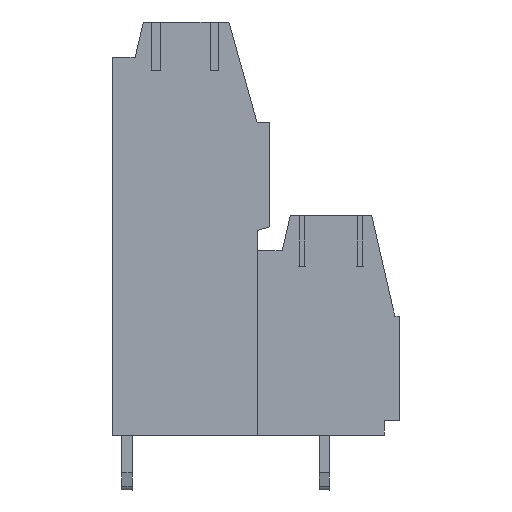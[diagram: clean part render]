
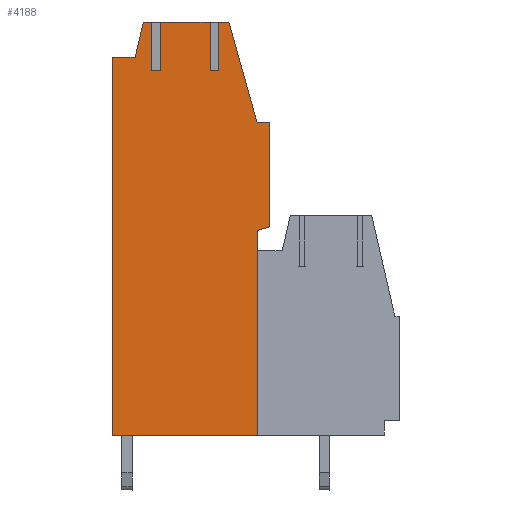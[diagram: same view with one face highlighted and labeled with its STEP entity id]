
A CAD part, left-side view. The second image highlights one B-rep face of the part: STEP entity #4188.
In plain terms, the highlighted planar face has unit normal (-1, 0, 0).
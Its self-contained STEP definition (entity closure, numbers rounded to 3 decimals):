
#4128=AXIS2_PLACEMENT_3D('Plane Axis2P3D',#4125,#4126,#4127) ;
#1269=CARTESIAN_POINT('Vertex',(0.,8.3,3.2)) ;
#1272=CARTESIAN_POINT('Line Origine',(0.,12.525,3.2)) ;
#1276=CARTESIAN_POINT('Vertex',(0.,16.75,3.2)) ;
#2230=CARTESIAN_POINT('Line Origine',(0.,16.75,14.225)) ;
#2234=CARTESIAN_POINT('Vertex',(0.,16.75,25.25)) ;
#2354=CARTESIAN_POINT('Vertex',(0.,8.3,15.15)) ;
#2357=CARTESIAN_POINT('Line Origine',(0.,8.3,9.175)) ;
#2518=CARTESIAN_POINT('Vertex',(0.,14.95,27.3)) ;
#2521=CARTESIAN_POINT('Line Origine',(0.,14.7,27.3)) ;
#2525=CARTESIAN_POINT('Vertex',(0.,14.45,27.3)) ;
#2574=CARTESIAN_POINT('Vertex',(0.,13.95,27.3)) ;
#2577=CARTESIAN_POINT('Line Origine',(0.,12.5,27.3)) ;
#2581=CARTESIAN_POINT('Vertex',(0.,11.05,27.3)) ;
#2630=CARTESIAN_POINT('Vertex',(0.,10.55,27.3)) ;
#2633=CARTESIAN_POINT('Line Origine',(0.,10.25,27.3)) ;
#2637=CARTESIAN_POINT('Vertex',(0.,9.95,27.3)) ;
#3021=CARTESIAN_POINT('Line Origine',(0.,9.131,24.375)) ;
#3025=CARTESIAN_POINT('Vertex',(0.,8.311,21.45)) ;
#3045=CARTESIAN_POINT('Line Origine',(0.,7.956,21.45)) ;
#3049=CARTESIAN_POINT('Vertex',(0.,7.6,21.45)) ;
#3069=CARTESIAN_POINT('Line Origine',(0.,7.6,18.4)) ;
#3073=CARTESIAN_POINT('Vertex',(0.,7.6,15.35)) ;
#3569=CARTESIAN_POINT('Line Origine',(0.,7.95,15.25)) ;
#3586=CARTESIAN_POINT('Line Origine',(0.,16.088,25.25)) ;
#3590=CARTESIAN_POINT('Vertex',(0.,15.425,25.25)) ;
#3610=CARTESIAN_POINT('Line Origine',(0.,15.188,26.275)) ;
#4125=CARTESIAN_POINT('Axis2P3D Location',(0.,7.6,0.)) ;
#4130=CARTESIAN_POINT('Line Origine',(0.,13.95,25.875)) ;
#4134=CARTESIAN_POINT('Vertex',(0.,13.95,24.45)) ;
#4137=CARTESIAN_POINT('Line Origine',(0.,14.2,24.45)) ;
#4141=CARTESIAN_POINT('Vertex',(0.,14.45,24.45)) ;
#4144=CARTESIAN_POINT('Line Origine',(0.,14.45,25.875)) ;
#4149=CARTESIAN_POINT('Line Origine',(0.,10.55,25.875)) ;
#4153=CARTESIAN_POINT('Vertex',(0.,10.55,24.45)) ;
#4156=CARTESIAN_POINT('Line Origine',(0.,10.8,24.45)) ;
#4160=CARTESIAN_POINT('Vertex',(0.,11.05,24.45)) ;
#4163=CARTESIAN_POINT('Line Origine',(0.,11.05,25.875)) ;
#1273=DIRECTION('Vector Direction',(0.,1.,0.)) ;
#2231=DIRECTION('Vector Direction',(0.,0.,1.)) ;
#2358=DIRECTION('Vector Direction',(0.,0.,-1.)) ;
#2522=DIRECTION('Vector Direction',(0.,-1.,0.)) ;
#2578=DIRECTION('Vector Direction',(0.,-1.,0.)) ;
#2634=DIRECTION('Vector Direction',(0.,-1.,0.)) ;
#3022=DIRECTION('Vector Direction',(0.,-0.27,-0.963)) ;
#3046=DIRECTION('Vector Direction',(0.,-1.,0.)) ;
#3070=DIRECTION('Vector Direction',(0.,0.,-1.)) ;
#3570=DIRECTION('Vector Direction',(0.,0.962,-0.275)) ;
#3587=DIRECTION('Vector Direction',(0.,-1.,0.)) ;
#3611=DIRECTION('Vector Direction',(0.,-0.226,0.974)) ;
#4126=DIRECTION('Axis2P3D Direction',(-1.,0.,0.)) ;
#4127=DIRECTION('Axis2P3D XDirection',(0.,0.,1.)) ;
#4131=DIRECTION('Vector Direction',(0.,0.,1.)) ;
#4138=DIRECTION('Vector Direction',(0.,-1.,0.)) ;
#4145=DIRECTION('Vector Direction',(0.,0.,1.)) ;
#4150=DIRECTION('Vector Direction',(0.,0.,1.)) ;
#4157=DIRECTION('Vector Direction',(0.,-1.,0.)) ;
#4164=DIRECTION('Vector Direction',(0.,0.,1.)) ;
#1274=VECTOR('Line Direction',#1273,1.) ;
#2232=VECTOR('Line Direction',#2231,1.) ;
#2359=VECTOR('Line Direction',#2358,1.) ;
#2523=VECTOR('Line Direction',#2522,1.) ;
#2579=VECTOR('Line Direction',#2578,1.) ;
#2635=VECTOR('Line Direction',#2634,1.) ;
#3023=VECTOR('Line Direction',#3022,1.) ;
#3047=VECTOR('Line Direction',#3046,1.) ;
#3071=VECTOR('Line Direction',#3070,1.) ;
#3571=VECTOR('Line Direction',#3570,1.) ;
#3588=VECTOR('Line Direction',#3587,1.) ;
#3612=VECTOR('Line Direction',#3611,1.) ;
#4132=VECTOR('Line Direction',#4131,1.) ;
#4139=VECTOR('Line Direction',#4138,1.) ;
#4146=VECTOR('Line Direction',#4145,1.) ;
#4151=VECTOR('Line Direction',#4150,1.) ;
#4158=VECTOR('Line Direction',#4157,1.) ;
#4165=VECTOR('Line Direction',#4164,1.) ;
#4169=ORIENTED_EDGE('',*,*,#2583,.T.) ;
#4170=ORIENTED_EDGE('',*,*,#4136,.F.) ;
#4171=ORIENTED_EDGE('',*,*,#4143,.F.) ;
#4172=ORIENTED_EDGE('',*,*,#4148,.T.) ;
#4173=ORIENTED_EDGE('',*,*,#2527,.T.) ;
#4174=ORIENTED_EDGE('',*,*,#3614,.T.) ;
#4175=ORIENTED_EDGE('',*,*,#3592,.T.) ;
#4176=ORIENTED_EDGE('',*,*,#2236,.T.) ;
#4177=ORIENTED_EDGE('',*,*,#1278,.T.) ;
#4178=ORIENTED_EDGE('',*,*,#2361,.T.) ;
#4179=ORIENTED_EDGE('',*,*,#3573,.T.) ;
#4180=ORIENTED_EDGE('',*,*,#3075,.T.) ;
#4181=ORIENTED_EDGE('',*,*,#3051,.T.) ;
#4182=ORIENTED_EDGE('',*,*,#3027,.T.) ;
#4183=ORIENTED_EDGE('',*,*,#2639,.T.) ;
#4184=ORIENTED_EDGE('',*,*,#4155,.F.) ;
#4185=ORIENTED_EDGE('',*,*,#4162,.F.) ;
#4186=ORIENTED_EDGE('',*,*,#4167,.T.) ;
#4188=ADVANCED_FACE('Hauptk\X2\00F6\X0\rper',(#4187),#4129,.T.) ;
#1278=EDGE_CURVE('',#1277,#1270,#1275,.F.) ;
#2236=EDGE_CURVE('',#2235,#1277,#2233,.F.) ;
#2361=EDGE_CURVE('',#1270,#2355,#2360,.F.) ;
#2527=EDGE_CURVE('',#2526,#2519,#2524,.F.) ;
#2583=EDGE_CURVE('',#2582,#2575,#2580,.F.) ;
#2639=EDGE_CURVE('',#2638,#2631,#2636,.F.) ;
#3027=EDGE_CURVE('',#3026,#2638,#3024,.F.) ;
#3051=EDGE_CURVE('',#3050,#3026,#3048,.F.) ;
#3075=EDGE_CURVE('',#3074,#3050,#3072,.F.) ;
#3573=EDGE_CURVE('',#2355,#3074,#3572,.F.) ;
#3592=EDGE_CURVE('',#3591,#2235,#3589,.F.) ;
#3614=EDGE_CURVE('',#2519,#3591,#3613,.F.) ;
#4136=EDGE_CURVE('',#4135,#2575,#4133,.T.) ;
#4143=EDGE_CURVE('',#4142,#4135,#4140,.T.) ;
#4148=EDGE_CURVE('',#4142,#2526,#4147,.T.) ;
#4155=EDGE_CURVE('',#4154,#2631,#4152,.T.) ;
#4162=EDGE_CURVE('',#4161,#4154,#4159,.T.) ;
#4167=EDGE_CURVE('',#4161,#2582,#4166,.T.) ;
#4168=EDGE_LOOP('',(#4169,#4170,#4171,#4172,#4173,#4174,#4175,#4176,#4177,#4178,#4179,#4180,#4181,#4182,#4183,#4184,#4185,#4186)) ;
#4187=FACE_OUTER_BOUND('',#4168,.T.) ;
#1275=LINE('Line',#1272,#1274) ;
#2233=LINE('Line',#2230,#2232) ;
#2360=LINE('Line',#2357,#2359) ;
#2524=LINE('Line',#2521,#2523) ;
#2580=LINE('Line',#2577,#2579) ;
#2636=LINE('Line',#2633,#2635) ;
#3024=LINE('Line',#3021,#3023) ;
#3048=LINE('Line',#3045,#3047) ;
#3072=LINE('Line',#3069,#3071) ;
#3572=LINE('Line',#3569,#3571) ;
#3589=LINE('Line',#3586,#3588) ;
#3613=LINE('Line',#3610,#3612) ;
#4133=LINE('Line',#4130,#4132) ;
#4140=LINE('Line',#4137,#4139) ;
#4147=LINE('Line',#4144,#4146) ;
#4152=LINE('Line',#4149,#4151) ;
#4159=LINE('Line',#4156,#4158) ;
#4166=LINE('Line',#4163,#4165) ;
#4129=PLANE('',#4128) ;
#1270=VERTEX_POINT('',#1269) ;
#1277=VERTEX_POINT('',#1276) ;
#2235=VERTEX_POINT('',#2234) ;
#2355=VERTEX_POINT('',#2354) ;
#2519=VERTEX_POINT('',#2518) ;
#2526=VERTEX_POINT('',#2525) ;
#2575=VERTEX_POINT('',#2574) ;
#2582=VERTEX_POINT('',#2581) ;
#2631=VERTEX_POINT('',#2630) ;
#2638=VERTEX_POINT('',#2637) ;
#3026=VERTEX_POINT('',#3025) ;
#3050=VERTEX_POINT('',#3049) ;
#3074=VERTEX_POINT('',#3073) ;
#3591=VERTEX_POINT('',#3590) ;
#4135=VERTEX_POINT('',#4134) ;
#4142=VERTEX_POINT('',#4141) ;
#4154=VERTEX_POINT('',#4153) ;
#4161=VERTEX_POINT('',#4160) ;
